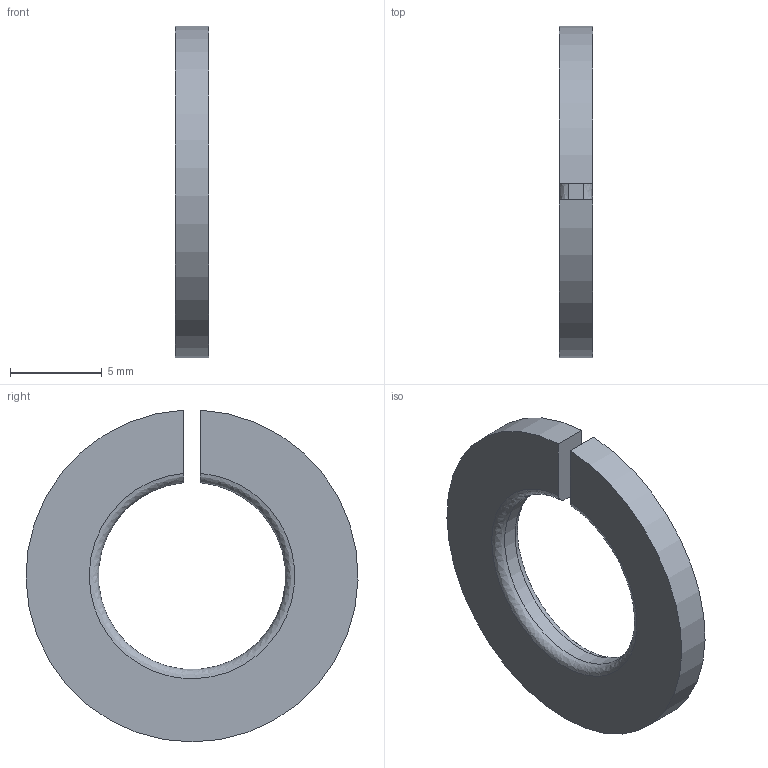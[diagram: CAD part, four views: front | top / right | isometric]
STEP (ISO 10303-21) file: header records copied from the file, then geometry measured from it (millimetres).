
FILE_DESCRIPTION (( 'STEP AP214' ), '1' );
FILE_NAME ('7250718', '2019-02-01T14:21:12', ( '' ), ('JUGARD+KÜNSTNER GmbH'), 'SwSTEP 2.0', 'SolidWorks 2017', '' );
FILE_SCHEMA (( 'AUTOMOTIVE_DESIGN' ));
Length unit declared in the file: millimetre
Products named in the file (1): 7250718_CNAJF00
Bounding box: 1.8 x 18.09 x 18.09 mm (x, y, z)
Volume: 306.1 mm3; surface area: 501 mm2
Topology: 1 solids, 1 shells, 8 faces, 18 edges, 12 vertices
Faces by surface type: plane 4, cylinder 2, bspline 2
Entity records: 324 total; most frequent: CARTESIAN_POINT 125, ORIENTED_EDGE 36, DIRECTION 30, EDGE_CURVE 18, VERTEX_POINT 12, AXIS2_PLACEMENT_3D 11, FACE_OUTER_BOUND 8, VECTOR 8
